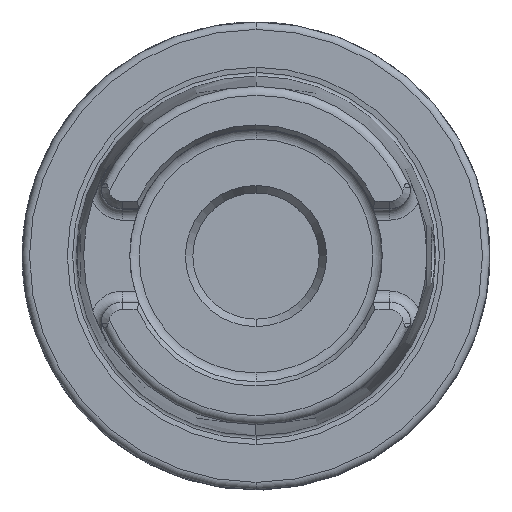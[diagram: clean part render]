
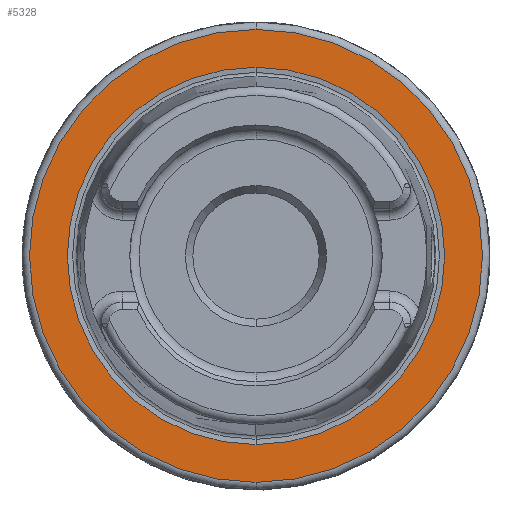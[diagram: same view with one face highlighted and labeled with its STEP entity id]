
A CAD part, top view. The second image highlights one B-rep face of the part: STEP entity #5328.
In plain terms, the highlighted planar face has unit normal (0, 0, 1).
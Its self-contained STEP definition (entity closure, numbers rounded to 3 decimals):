
#1264=CARTESIAN_POINT('',(0,0,26));
#1265=DIRECTION('',(0,0,-1));
#1266=DIRECTION('',(0,1,0));
#1267=AXIS2_PLACEMENT_3D('',#1264,#1265,#1266);
#1277=CARTESIAN_POINT('',(0,0,26));
#1278=DIRECTION('',(0,0,1));
#1279=DIRECTION('',(0,1,0));
#1280=AXIS2_PLACEMENT_3D('',#1277,#1278,#1279);
#1282=CARTESIAN_POINT('',(0,0,26));
#1283=DIRECTION('',(0,0,1));
#1284=DIRECTION('',(0,1,0));
#1285=AXIS2_PLACEMENT_3D('',#1282,#1283,#1284);
#1287=CARTESIAN_POINT('',(0,0,26));
#1288=DIRECTION('',(0,0,1));
#1289=DIRECTION('',(0,-1,0));
#1290=AXIS2_PLACEMENT_3D('',#1287,#1288,#1289);
#3454=CARTESIAN_POINT('',(0,25.409,26));
#3456=VERTEX_POINT('',#3454);
#3490=CARTESIAN_POINT('',(0,-25.409,26));
#3492=VERTEX_POINT('',#3490);
#3556=CARTESIAN_POINT('',(0,30.5,26));
#3557=CARTESIAN_POINT('',(0,-30.5,26));
#3558=VERTEX_POINT('',#3556);
#3559=VERTEX_POINT('',#3557);
#5313=CARTESIAN_POINT('',(0,0,26));
#5314=DIRECTION('',(0,0,-1));
#5315=DIRECTION('',(0,-1,0));
#5316=AXIS2_PLACEMENT_3D('',#5313,#5314,#5315);
#5317=PLANE('',#5316);
#5319=ORIENTED_EDGE('',*,*,#5318,.F.);
#5321=ORIENTED_EDGE('',*,*,#5320,.F.);
#5322=EDGE_LOOP('',(#5319,#5321));
#5323=FACE_OUTER_BOUND('',#5322,.F.);
#5324=ORIENTED_EDGE('',*,*,#5308,.T.);
#5325=ORIENTED_EDGE('',*,*,#5292,.F.);
#5326=EDGE_LOOP('',(#5324,#5325));
#5327=FACE_BOUND('',#5326,.F.);
#5328=ADVANCED_FACE('',(#5323,#5327),#5317,.F.);
#1268=CIRCLE('',#1267,25.409);
#1281=CIRCLE('',#1280,25.409);
#1286=CIRCLE('',#1285,30.5);
#1291=CIRCLE('',#1290,30.5);
#5292=EDGE_CURVE('',#3456,#3492,#1268,.T.);
#5308=EDGE_CURVE('',#3456,#3492,#1281,.T.);
#5318=EDGE_CURVE('',#3558,#3559,#1286,.T.);
#5320=EDGE_CURVE('',#3559,#3558,#1291,.T.);
